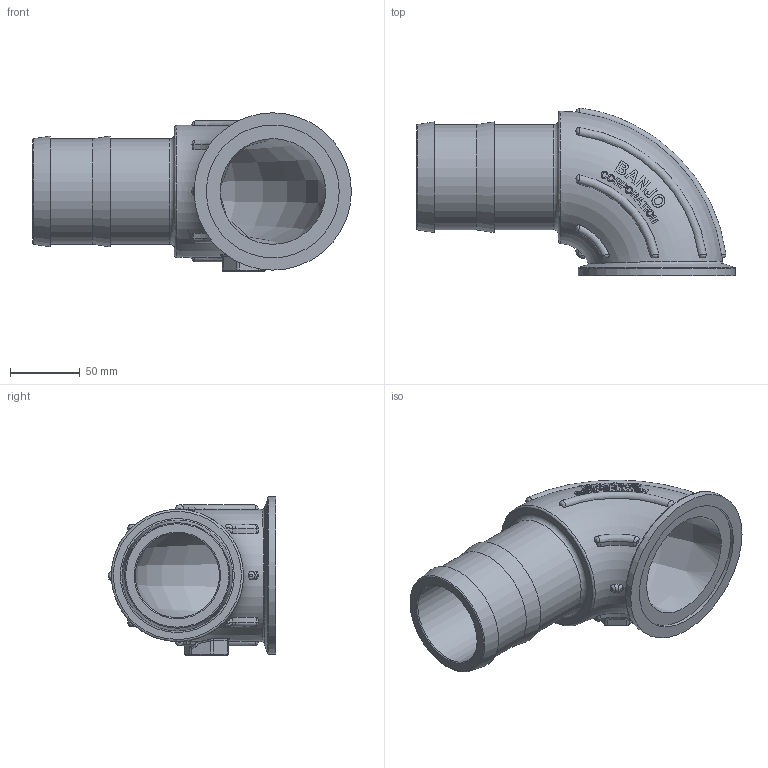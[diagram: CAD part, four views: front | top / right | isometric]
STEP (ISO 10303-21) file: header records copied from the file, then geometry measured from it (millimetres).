
FILE_DESCRIPTION(/* description */ ('3" HB X M300 FLANGE, 90° SWEEP W/ 1/4" PORT'),/* implementation_level */ '2;1');
FILE_NAME(/* name */ 'M300BRBSWPG90.stp',/* time_stamp */ '2019-12-20T13:24:57-05:00',/* author */ ('areid'),/* organization */ (''),/* preprocessor_version */ 'ST-DEVELOPER v17.2',/* originating_system */ 'Autodesk Inventor 2019',/* authorisation */ '');
FILE_SCHEMA (('AUTOMOTIVE_DESIGN { 1 0 10303 214 3 1 1 }'));
Length unit declared in the file: inch
Products named in the file (2): M300BRBSWPG90; M300BRBSWPG90X
Assembly tree (1 placements, depth 2):
  M300BRBSWPG90
    M300BRBSWPG90X
Bounding box: 228.6 x 120.19 x 113.54 mm (x, y, z)
Volume: 574093.5 mm3; surface area: 117674.5 mm2
Topology: 1 solids, 1 shells, 729 faces, 1934 edges, 1285 vertices
Faces by surface type: plane 309, bspline 300, torus 85, cylinder 30, cone 5
Full cylindrical faces by diameter (mm): 10.719 x1, 60.452 x1, 75.406 x2, 95.25 x1, 112.776 x1
Entity records: 32477 total; most frequent: CARTESIAN_POINT 17414, ORIENTED_EDGE 3868, EDGE_CURVE 1934, DIRECTION 1700, VERTEX_POINT 1285, B_SPLINE_CURVE_WITH_KNOTS 1219, EDGE_LOOP 811, FACE_OUTER_BOUND 729
